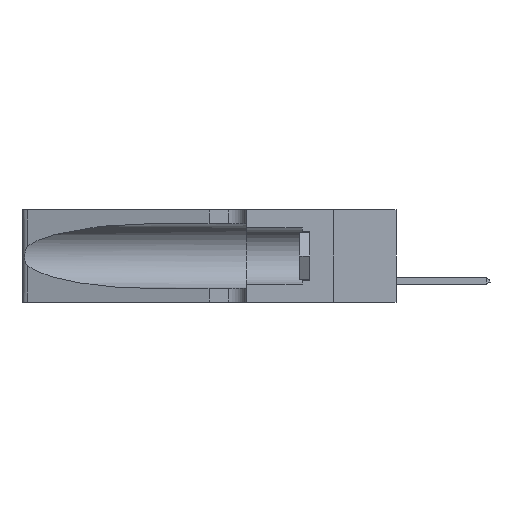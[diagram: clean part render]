
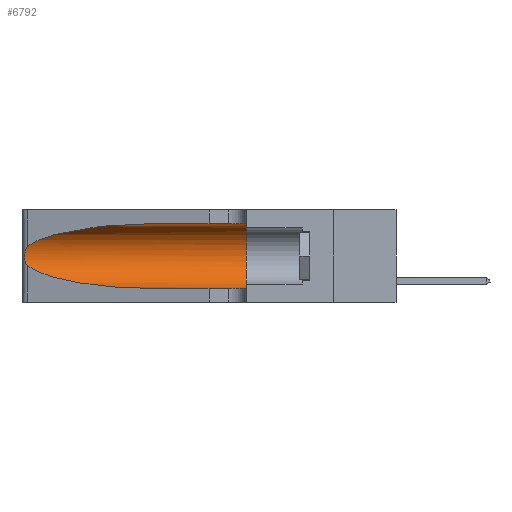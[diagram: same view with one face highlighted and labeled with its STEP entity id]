
A CAD part, left-side view. The second image highlights one B-rep face of the part: STEP entity #6792.
In plain terms, the highlighted cylindrical face has radius 3.308 mm (diameter 6.617 mm), a partial arc.
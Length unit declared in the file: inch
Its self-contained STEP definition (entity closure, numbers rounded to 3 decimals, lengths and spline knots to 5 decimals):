
#874 = CARTESIAN_POINT ( 'NONE',  ( 0.25787, 1.23484, 0.2124 ) ) ;
#1068 = VECTOR ( 'NONE', #1398, 39.37008 ) ;
#1398 = DIRECTION ( 'NONE',  ( 0., -1., 0. ) ) ;
#1402 = ORIENTED_EDGE ( 'NONE', *, *, #8765, .T. ) ;
#1903 = CARTESIAN_POINT ( 'NONE',  ( 0.1305, 0.35, 0.31525 ) ) ;
#2094 = AXIS2_PLACEMENT_3D ( 'NONE', #5420, #17598, #9301 ) ;
#2613 = AXIS2_PLACEMENT_3D ( 'NONE', #8743, #6807, #25091 ) ;
#2813 = ORIENTED_EDGE ( 'NONE', *, *, #25952, .T. ) ;
#3123 = CYLINDRICAL_SURFACE ( 'NONE', #2094, 0.13025 ) ;
#3220 = CARTESIAN_POINT ( 'NONE',  ( 0.25487, 1.22718, 0.14631 ) ) ;
#3252 = CARTESIAN_POINT ( 'NONE',  ( 0.1305, 1.61858, 0.05475 ) ) ;
#3406 = CARTESIAN_POINT ( 'NONE',  ( 0.25789, 1.23486, 0.15765 ) ) ;
#4066 = VERTEX_POINT ( 'NONE', #15006 ) ;
#5045 = FACE_OUTER_BOUND ( 'NONE', #17202, .T. ) ;
#5420 = CARTESIAN_POINT ( 'NONE',  ( 0.1305, 1.61858, 0.185 ) ) ;
#5513 = CARTESIAN_POINT ( 'NONE',  ( 0.1305, 0.72297, 0.05475 ) ) ;
#5527 = CARTESIAN_POINT ( 'NONE',  ( 0.26017, 1.23833, 0.17102 ) ) ;
#5603 = ORIENTED_EDGE ( 'NONE', *, *, #8683, .F. ) ;
#6653 = DIRECTION ( 'NONE',  ( 0., -1., 0. ) ) ;
#6792 = ADVANCED_FACE ( 'NONE', ( #5045 ), #3123, .F. ) ;
#6807 = DIRECTION ( 'NONE',  ( 0., 1., 0. ) ) ;
#7147 = CARTESIAN_POINT ( 'NONE',  ( 0.25487, 1.22718, 0.22369 ) ) ;
#7359 = CARTESIAN_POINT ( 'NONE',  ( 0.18966, 0.96281, 0.05475 ) ) ;
#7699 = CARTESIAN_POINT ( 'NONE',  ( 0.25487, 1.22718, 0.22369 ) ) ;
#8318 = VERTEX_POINT ( 'NONE', #14823 ) ;
#8683 = EDGE_CURVE ( 'NONE', #21673, #11686, #15960, .T. ) ;
#8743 = CARTESIAN_POINT ( 'NONE',  ( 0.1305, 0.35, 0.185 ) ) ;
#8765 = EDGE_CURVE ( 'NONE', #8318, #11686, #15608, .T. ) ;
#8980 = CARTESIAN_POINT ( 'NONE',  ( 0.25555, 1.22994, 0.2215 ) ) ;
#9232 = CARTESIAN_POINT ( 'NONE',  ( 0.25555, 1.22993, 0.14849 ) ) ;
#9301 = DIRECTION ( 'NONE',  ( 0., 0., -1. ) ) ;
#9397 = CARTESIAN_POINT ( 'NONE',  ( 0.2373, 1.15595, 0.08982 ) ) ;
#10243 =( BOUNDED_CURVE ( )  B_SPLINE_CURVE ( 3, ( #16959, #19180, #21328, #7147 ),
 .UNSPECIFIED., .F., .T. ) 
 B_SPLINE_CURVE_WITH_KNOTS ( ( 4, 4 ),
 ( 1.5708, 2.84003 ),
 .UNSPECIFIED. ) 
 CURVE ( )  GEOMETRIC_REPRESENTATION_ITEM ( )  RATIONAL_B_SPLINE_CURVE ( ( 1., 0.87, 0.87, 1. ) ) 
 REPRESENTATION_ITEM ( '' )  );
#10553 = CARTESIAN_POINT ( 'NONE',  ( 0.1305, 1.61858, 0.31525 ) ) ;
#11253 = LINE ( 'NONE', #10553, #26285 ) ;
#11686 = VERTEX_POINT ( 'NONE', #20915 ) ;
#11880 = EDGE_CURVE ( 'NONE', #19113, #13289, #14932, .T. ) ;
#12890 = CARTESIAN_POINT ( 'NONE',  ( 0.25487, 1.22718, 0.22369 ) ) ;
#13289 = VERTEX_POINT ( 'NONE', #15841 ) ;
#13815 = EDGE_CURVE ( 'NONE', #4066, #21673, #11253, .T. ) ;
#14823 = CARTESIAN_POINT ( 'NONE',  ( 0.1305, 0.72297, 0.05475 ) ) ;
#14912 = CARTESIAN_POINT ( 'NONE',  ( 0.25639, 1.23184, 0.21858 ) ) ;
#14932 = B_SPLINE_CURVE_WITH_KNOTS ( 'NONE', 3,
 ( #12890, #8980, #14912, #874, #15441, #19394, #25839, #17619, #5527, #23609, #3406, #21562, #9232, #3220 ),
 .UNSPECIFIED., .F., .F.,
 ( 4, 2, 2, 2, 2, 2, 4 ),
 ( 0., 0.00027, 0.00053, 0.00107, 0.0016, 0.00187, 0.00214 ),
 .UNSPECIFIED. ) ;
#15006 = CARTESIAN_POINT ( 'NONE',  ( 0.1305, 0.72297, 0.31525 ) ) ;
#15441 = CARTESIAN_POINT ( 'NONE',  ( 0.25854, 1.2359, 0.20912 ) ) ;
#15608 = LINE ( 'NONE', #3252, #1068 ) ;
#15841 = CARTESIAN_POINT ( 'NONE',  ( 0.25487, 1.22718, 0.14631 ) ) ;
#15960 = CIRCLE ( 'NONE', #2613, 0.13025 ) ;
#16944 =( BOUNDED_CURVE ( )  B_SPLINE_CURVE ( 3, ( #17867, #9397, #7359, #5513 ),
 .UNSPECIFIED., .F., .T. ) 
 B_SPLINE_CURVE_WITH_KNOTS ( ( 4, 4 ),
 ( 3.44316, 4.71239 ),
 .UNSPECIFIED. ) 
 CURVE ( )  GEOMETRIC_REPRESENTATION_ITEM ( )  RATIONAL_B_SPLINE_CURVE ( ( 1., 0.87, 0.87, 1. ) ) 
 REPRESENTATION_ITEM ( '' )  );
#16959 = CARTESIAN_POINT ( 'NONE',  ( 0.1305, 0.72297, 0.31525 ) ) ;
#17202 = EDGE_LOOP ( 'NONE', ( #2813, #24259, #21064, #1402, #5603, #22172 ) ) ;
#17598 = DIRECTION ( 'NONE',  ( 0., -1., 0. ) ) ;
#17619 = CARTESIAN_POINT ( 'NONE',  ( 0.26075, 1.23896, 0.178 ) ) ;
#17867 = CARTESIAN_POINT ( 'NONE',  ( 0.25487, 1.22718, 0.14631 ) ) ;
#19113 = VERTEX_POINT ( 'NONE', #7699 ) ;
#19180 = CARTESIAN_POINT ( 'NONE',  ( 0.18966, 0.96281, 0.31525 ) ) ;
#19394 = CARTESIAN_POINT ( 'NONE',  ( 0.26018, 1.23835, 0.19895 ) ) ;
#20915 = CARTESIAN_POINT ( 'NONE',  ( 0.1305, 0.35, 0.05475 ) ) ;
#21064 = ORIENTED_EDGE ( 'NONE', *, *, #24461, .T. ) ;
#21328 = CARTESIAN_POINT ( 'NONE',  ( 0.2373, 1.15595, 0.28018 ) ) ;
#21562 = CARTESIAN_POINT ( 'NONE',  ( 0.25639, 1.23186, 0.15144 ) ) ;
#21673 = VERTEX_POINT ( 'NONE', #1903 ) ;
#22172 = ORIENTED_EDGE ( 'NONE', *, *, #13815, .F. ) ;
#23609 = CARTESIAN_POINT ( 'NONE',  ( 0.25856, 1.23593, 0.16098 ) ) ;
#24259 = ORIENTED_EDGE ( 'NONE', *, *, #11880, .T. ) ;
#24461 = EDGE_CURVE ( 'NONE', #13289, #8318, #16944, .T. ) ;
#25091 = DIRECTION ( 'NONE',  ( 0., 0., 1. ) ) ;
#25839 = CARTESIAN_POINT ( 'NONE',  ( 0.26075, 1.23896, 0.19203 ) ) ;
#25952 = EDGE_CURVE ( 'NONE', #4066, #19113, #10243, .T. ) ;
#26285 = VECTOR ( 'NONE', #6653, 39.37008 ) ;
